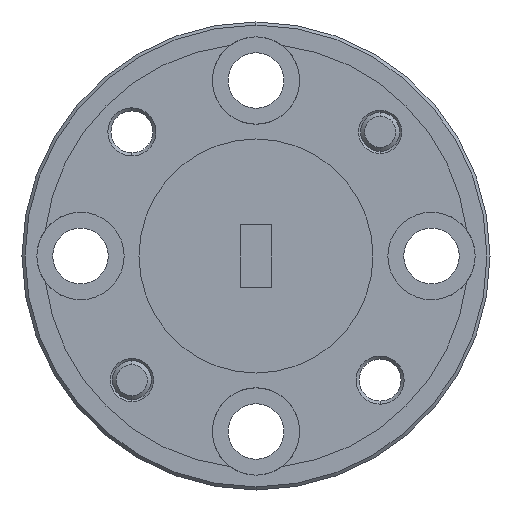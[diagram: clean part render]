
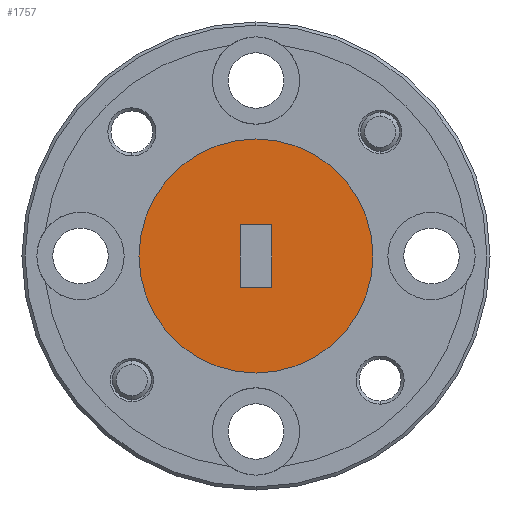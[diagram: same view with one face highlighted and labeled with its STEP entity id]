
A CAD part, left-side view. The second image highlights one B-rep face of the part: STEP entity #1757.
In plain terms, the highlighted planar face has unit normal (-1, 0, 0).
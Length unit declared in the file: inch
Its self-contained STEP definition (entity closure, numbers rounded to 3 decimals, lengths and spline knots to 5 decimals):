
#77 = EDGE_CURVE ( 'NONE', #152, #1005, #1848, .T. ) ;
#78 = EDGE_LOOP ( 'NONE', ( #1470, #1182 ) ) ;
#130 = ORIENTED_EDGE ( 'NONE', *, *, #2147, .F. ) ;
#152 = VERTEX_POINT ( 'NONE', #2206 ) ;
#179 = VERTEX_POINT ( 'NONE', #1486 ) ;
#191 = CIRCLE ( 'NONE', #1594, 0.1875 ) ;
#283 = DIRECTION ( 'NONE',  ( -1., 0., 0. ) ) ;
#344 = EDGE_LOOP ( 'NONE', ( #972, #130, #1692, #2061 ) ) ;
#387 = CARTESIAN_POINT ( 'NONE',  ( -1.5, 0.025, 0.05 ) ) ;
#409 = DIRECTION ( 'NONE',  ( 0., 0., 1. ) ) ;
#474 = CARTESIAN_POINT ( 'NONE',  ( -1.5, -0.025, 0.05 ) ) ;
#498 = EDGE_CURVE ( 'NONE', #1005, #855, #584, .T. ) ;
#584 = LINE ( 'NONE', #1268, #1664 ) ;
#585 = AXIS2_PLACEMENT_3D ( 'NONE', #1882, #1758, #837 ) ;
#605 = PLANE ( 'NONE',  #1528 ) ;
#697 = CARTESIAN_POINT ( 'NONE',  ( -1.5, -0.025, -0.05 ) ) ;
#728 = EDGE_CURVE ( 'NONE', #1136, #2092, #1550, .T. ) ;
#731 = VECTOR ( 'NONE', #840, 39.37008 ) ;
#837 = DIRECTION ( 'NONE',  ( 0., 0., -1. ) ) ;
#840 = DIRECTION ( 'NONE',  ( 0., 0., 1. ) ) ;
#855 = VERTEX_POINT ( 'NONE', #387 ) ;
#972 = ORIENTED_EDGE ( 'NONE', *, *, #2068, .F. ) ;
#1001 = CARTESIAN_POINT ( 'NONE',  ( -1.5, 0., 0.1875 ) ) ;
#1005 = VERTEX_POINT ( 'NONE', #2219 ) ;
#1075 = CARTESIAN_POINT ( 'NONE',  ( -1.5, 0., -0.1875 ) ) ;
#1136 = VERTEX_POINT ( 'NONE', #1001 ) ;
#1181 = DIRECTION ( 'NONE',  ( 1., 0., 0. ) ) ;
#1182 = ORIENTED_EDGE ( 'NONE', *, *, #728, .F. ) ;
#1243 = VECTOR ( 'NONE', #1407, 39.37008 ) ;
#1247 = DIRECTION ( 'NONE',  ( 0., 0., -1. ) ) ;
#1268 = CARTESIAN_POINT ( 'NONE',  ( -1.5, -0.025, 0.05 ) ) ;
#1286 = DIRECTION ( 'NONE',  ( 0., 0., -1. ) ) ;
#1300 = FACE_OUTER_BOUND ( 'NONE', #78, .T. ) ;
#1407 = DIRECTION ( 'NONE',  ( 0., -1., 0. ) ) ;
#1469 = FACE_BOUND ( 'NONE', #344, .T. ) ;
#1470 = ORIENTED_EDGE ( 'NONE', *, *, #1555, .F. ) ;
#1486 = CARTESIAN_POINT ( 'NONE',  ( -1.5, 0.025, -0.05 ) ) ;
#1528 = AXIS2_PLACEMENT_3D ( 'NONE', #1829, #283, #409 ) ;
#1550 = CIRCLE ( 'NONE', #585, 0.1875 ) ;
#1555 = EDGE_CURVE ( 'NONE', #2092, #1136, #191, .T. ) ;
#1594 = AXIS2_PLACEMENT_3D ( 'NONE', #2054, #1181, #1247 ) ;
#1664 = VECTOR ( 'NONE', #1971, 39.37008 ) ;
#1692 = ORIENTED_EDGE ( 'NONE', *, *, #498, .F. ) ;
#1756 = LINE ( 'NONE', #697, #1243 ) ;
#1757 = ADVANCED_FACE ( 'NONE', ( #1469, #1300 ), #605, .T. ) ;
#1758 = DIRECTION ( 'NONE',  ( 1., 0., 0. ) ) ;
#1829 = CARTESIAN_POINT ( 'NONE',  ( -1.5, 0.1875, 0. ) ) ;
#1848 = LINE ( 'NONE', #474, #731 ) ;
#1882 = CARTESIAN_POINT ( 'NONE',  ( -1.5, 0., 0. ) ) ;
#1971 = DIRECTION ( 'NONE',  ( 0., 1., 0. ) ) ;
#1978 = CARTESIAN_POINT ( 'NONE',  ( -1.5, 0.025, 0.05 ) ) ;
#1988 = LINE ( 'NONE', #1978, #2014 ) ;
#2014 = VECTOR ( 'NONE', #1286, 39.37008 ) ;
#2054 = CARTESIAN_POINT ( 'NONE',  ( -1.5, 0., 0. ) ) ;
#2061 = ORIENTED_EDGE ( 'NONE', *, *, #77, .F. ) ;
#2068 = EDGE_CURVE ( 'NONE', #179, #152, #1756, .T. ) ;
#2092 = VERTEX_POINT ( 'NONE', #1075 ) ;
#2147 = EDGE_CURVE ( 'NONE', #855, #179, #1988, .T. ) ;
#2206 = CARTESIAN_POINT ( 'NONE',  ( -1.5, -0.025, -0.05 ) ) ;
#2219 = CARTESIAN_POINT ( 'NONE',  ( -1.5, -0.025, 0.05 ) ) ;
